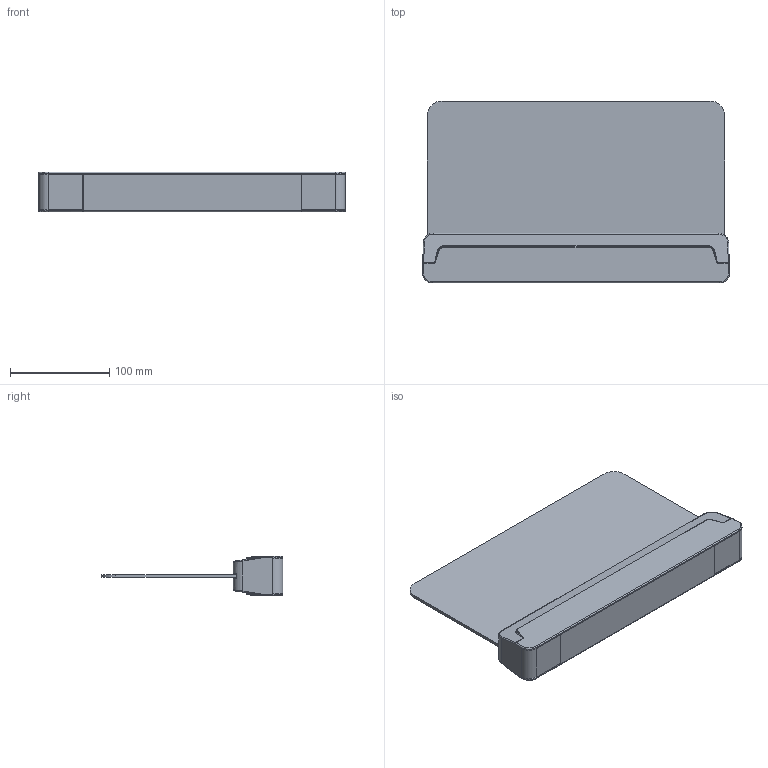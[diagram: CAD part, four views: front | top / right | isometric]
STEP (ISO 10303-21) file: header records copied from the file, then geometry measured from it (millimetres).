
FILE_DESCRIPTION (( 'STEP AP214' ), '1' );
FILE_NAME ('RAZOR.STEP', '2025-01-29T13:59:20', ( '' ), ( '' ), 'SwSTEP 2.0', 'SolidWorks 2022', '' );
FILE_SCHEMA (( 'AUTOMOTIVE_DESIGN' ));
Length unit declared in the file: millimetre
Products named in the file (1): RAZOR
Bounding box: 309.47 x 183.3 x 39.95 mm (x, y, z)
Volume: 334859.2 mm3; surface area: 215724 mm2
Topology: 6 solids, 6 shells, 288 faces, 725 edges, 447 vertices
Faces by surface type: plane 122, cylinder 100, bspline 66
Entity records: 18411 total; most frequent: CARTESIAN_POINT 9065, ORIENTED_EDGE 1450, DIRECTION 1010, EDGE_CURVE 725, VERTEX_POINT 447, LINE 410, VECTOR 410, AXIS2_PLACEMENT_3D 300
